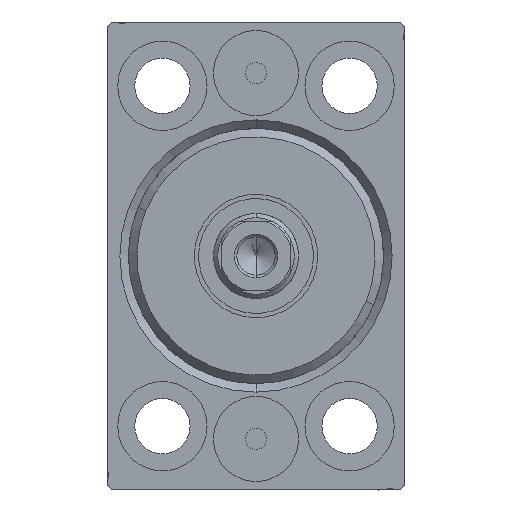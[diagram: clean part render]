
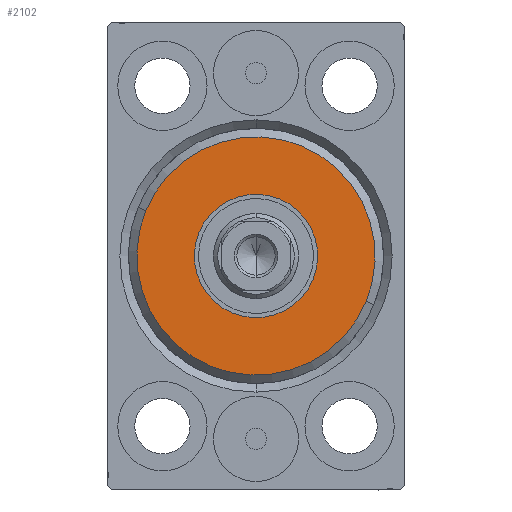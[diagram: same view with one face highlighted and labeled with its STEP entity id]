
A CAD part, left-side view. The second image highlights one B-rep face of the part: STEP entity #2102.
In plain terms, the highlighted face is planar.
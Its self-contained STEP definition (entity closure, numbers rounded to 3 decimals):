
#1784 = CIRCLE ( 'NONE', #15228, 7.25 ) ;
#2102 = ADVANCED_FACE ( 'NONE', ( #43151, #19692 ), #2821, .T. ) ;
#2117 = EDGE_LOOP ( 'NONE', ( #31021, #8287 ) ) ;
#2241 = CARTESIAN_POINT ( 'NONE',  ( 3., 0., 7.25 ) ) ;
#2612 = EDGE_CURVE ( 'NONE', #6644, #25840, #37187, .T. ) ;
#2640 = DIRECTION ( 'NONE',  ( 0., 0., -1. ) ) ;
#2821 = PLANE ( 'NONE',  #19465 ) ;
#3390 = EDGE_CURVE ( 'NONE', #25840, #6644, #7471, .T. ) ;
#6644 = VERTEX_POINT ( 'NONE', #17295 ) ;
#7471 = CIRCLE ( 'NONE', #15944, 14. ) ;
#8287 = ORIENTED_EDGE ( 'NONE', *, *, #36516, .F. ) ;
#9258 = AXIS2_PLACEMENT_3D ( 'NONE', #20840, #16850, #34129 ) ;
#9704 = DIRECTION ( 'NONE',  ( 1., 0., 0. ) ) ;
#10276 = ORIENTED_EDGE ( 'NONE', *, *, #2612, .T. ) ;
#12618 = DIRECTION ( 'NONE',  ( 1., 0., 0. ) ) ;
#15228 = AXIS2_PLACEMENT_3D ( 'NONE', #39858, #12618, #2640 ) ;
#15944 = AXIS2_PLACEMENT_3D ( 'NONE', #31086, #21342, #20690 ) ;
#16850 = DIRECTION ( 'NONE',  ( 1., 0., 0. ) ) ;
#17295 = CARTESIAN_POINT ( 'NONE',  ( 3., 0., -14. ) ) ;
#18236 = CARTESIAN_POINT ( 'NONE',  ( 3., 0., 14. ) ) ;
#19465 = AXIS2_PLACEMENT_3D ( 'NONE', #26537, #9704, #19902 ) ;
#19692 = FACE_BOUND ( 'NONE', #2117, .T. ) ;
#19898 = CIRCLE ( 'NONE', #9258, 7.25 ) ;
#19902 = DIRECTION ( 'NONE',  ( 0., 0., -1. ) ) ;
#20512 = EDGE_CURVE ( 'NONE', #29041, #32617, #19898, .T. ) ;
#20690 = DIRECTION ( 'NONE',  ( 0., 0., -1. ) ) ;
#20840 = CARTESIAN_POINT ( 'NONE',  ( 3., 0., 0. ) ) ;
#21342 = DIRECTION ( 'NONE',  ( 1., 0., 0. ) ) ;
#21693 = EDGE_LOOP ( 'NONE', ( #35661, #10276 ) ) ;
#22906 = DIRECTION ( 'NONE',  ( 1., 0., 0. ) ) ;
#25840 = VERTEX_POINT ( 'NONE', #18236 ) ;
#26219 = DIRECTION ( 'NONE',  ( 0., 0., -1. ) ) ;
#26537 = CARTESIAN_POINT ( 'NONE',  ( 3., 0., 0. ) ) ;
#29041 = VERTEX_POINT ( 'NONE', #42916 ) ;
#31021 = ORIENTED_EDGE ( 'NONE', *, *, #20512, .F. ) ;
#31086 = CARTESIAN_POINT ( 'NONE',  ( 3., 0., 0. ) ) ;
#32617 = VERTEX_POINT ( 'NONE', #2241 ) ;
#33511 = CARTESIAN_POINT ( 'NONE',  ( 3., 0., 0. ) ) ;
#34129 = DIRECTION ( 'NONE',  ( 0., 0., -1. ) ) ;
#35661 = ORIENTED_EDGE ( 'NONE', *, *, #3390, .T. ) ;
#35766 = AXIS2_PLACEMENT_3D ( 'NONE', #33511, #22906, #26219 ) ;
#36516 = EDGE_CURVE ( 'NONE', #32617, #29041, #1784, .T. ) ;
#37187 = CIRCLE ( 'NONE', #35766, 14. ) ;
#39858 = CARTESIAN_POINT ( 'NONE',  ( 3., 0., 0. ) ) ;
#42916 = CARTESIAN_POINT ( 'NONE',  ( 3., 0., -7.25 ) ) ;
#43151 = FACE_OUTER_BOUND ( 'NONE', #21693, .T. ) ;
